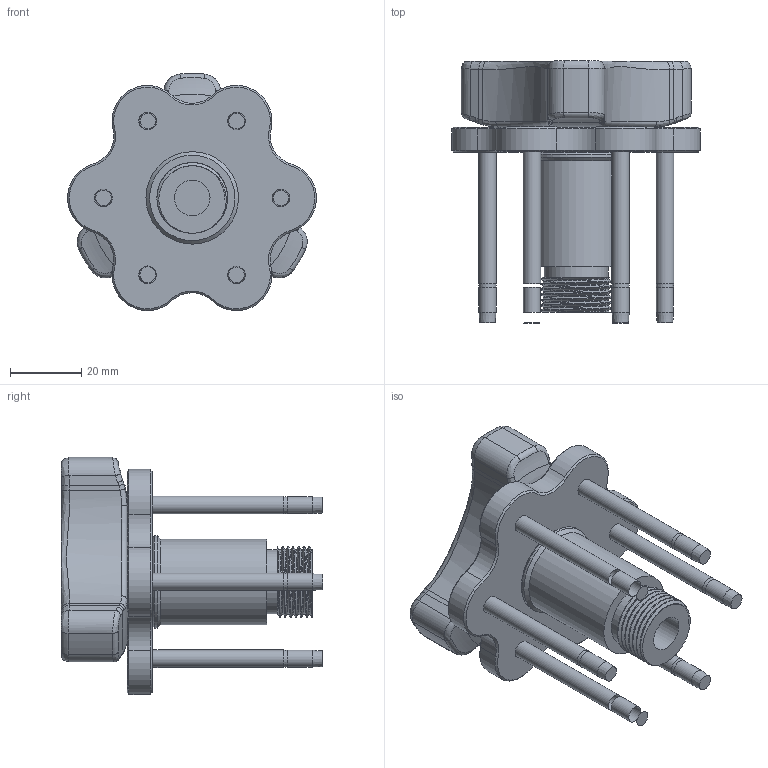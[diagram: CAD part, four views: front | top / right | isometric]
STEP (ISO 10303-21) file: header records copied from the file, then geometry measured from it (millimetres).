
FILE_DESCRIPTION(/* description */ (''),/* implementation_level */ '2;1');
FILE_NAME(/* name */ 'Quick Release Prop Hub.step',/* time_stamp */ '2023-10-27T10:39:58-04:00',/* author */ (''),/* organization */ (''),/* preprocessor_version */ 'ST-DEVELOPER v20',/* originating_system */ 'Autodesk Translation Framework v12.14.0.127',/* authorisation */ '');
FILE_SCHEMA (('AUTOMOTIVE_DESIGN { 1 0 10303 214 3 1 1 }'));
Length unit declared in the file: millimetre
Products named in the file (7): Quick Release Prop Hub; Hand Knob; Threaded rod; PINS; Prop plate; Bolts (3); 91292A131_18-8 Stainless Steel Socket Head Screw
Assembly tree (9 placements, depth 3):
  Quick Release Prop Hub
    Hand Knob
    Threaded rod
    PINS
    Prop plate
    Bolts (3)
      91292A131_18-8 Stainless Steel Socket Head Screw  x4
Bounding box: 69.95 x 73.54 x 66.63 mm (x, y, z)
Volume: 70762.3 mm3; surface area: 31675.9 mm2
Topology: 13 solids, 13 shells, 575 faces, 1394 edges, 876 vertices
Faces by surface type: cylinder 330, plane 87, cone 82, bspline 61, torus 15
Full cylindrical faces by diameter (mm): 3.091 x108, 4 x120, 4.8 x6, 4.9 x6, 5 x6, 5.95 x6, 6 x6, 7 x8, 10 x1, 18 x1, 18.137 x5, 19.85 x6, 24 x3, 25 x1, 26 x1
Entity records: 16439 total; most frequent: CARTESIAN_POINT 9426, ORIENTED_EDGE 1468, DIRECTION 1302, EDGE_CURVE 734, AXIS2_PLACEMENT_3D 552, VERTEX_POINT 450, EDGE_LOOP 378, FACE_OUTER_BOUND 329
